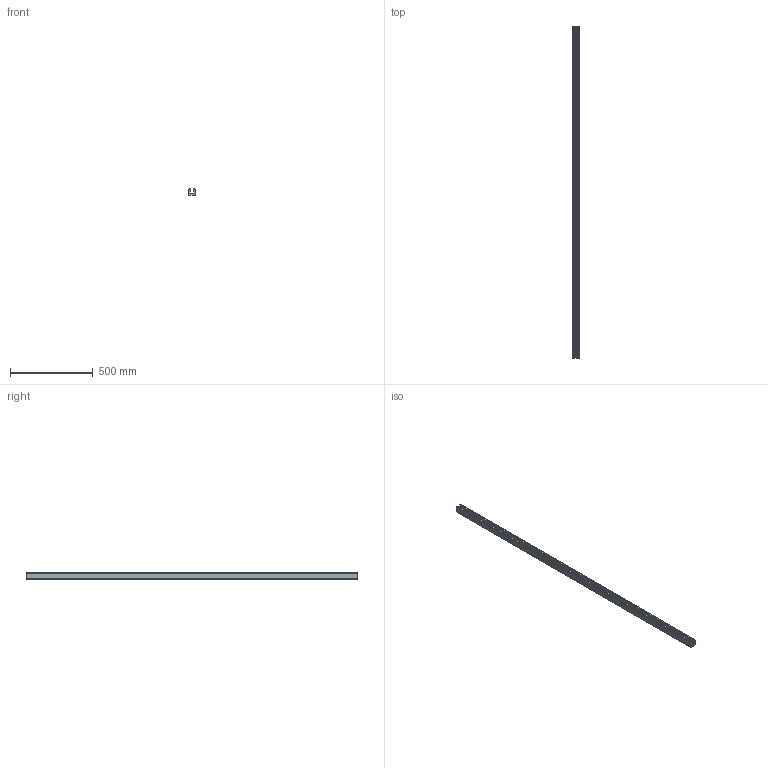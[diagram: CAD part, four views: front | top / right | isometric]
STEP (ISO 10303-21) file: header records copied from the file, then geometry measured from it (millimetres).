
FILE_DESCRIPTION (( 'STEP AP214' ), '1' );
FILE_NAME ('221410007.STEP', '2021-03-20T12:58:51', ( '' ), ( '' ), 'SwSTEP 2.0', 'SolidWorks 2014', '' );
FILE_SCHEMA (( 'AUTOMOTIVE_DESIGN' ));
Length unit declared in the file: millimetre
Products named in the file (2): 221410007; 2021_03_20__13-56-06-609
Assembly tree (1 placements, depth 2):
  221410007
    2021_03_20__13-56-06-609
Bounding box: 41 x 2000 x 38 mm (x, y, z)
Volume: 2041600 mm3; surface area: 454555.3 mm2
Topology: 1 solids, 1 shells, 26 faces, 72 edges, 48 vertices
Faces by surface type: plane 26
Entity records: 1168 total; most frequent: CARTESIAN_POINT 150, ORIENTED_EDGE 144, DIRECTION 132, EDGE_CURVE 72, VECTOR 72, LINE 72, VERTEX_POINT 48, UNCERTAINTY_MEASURE_WITH_UNIT 30
